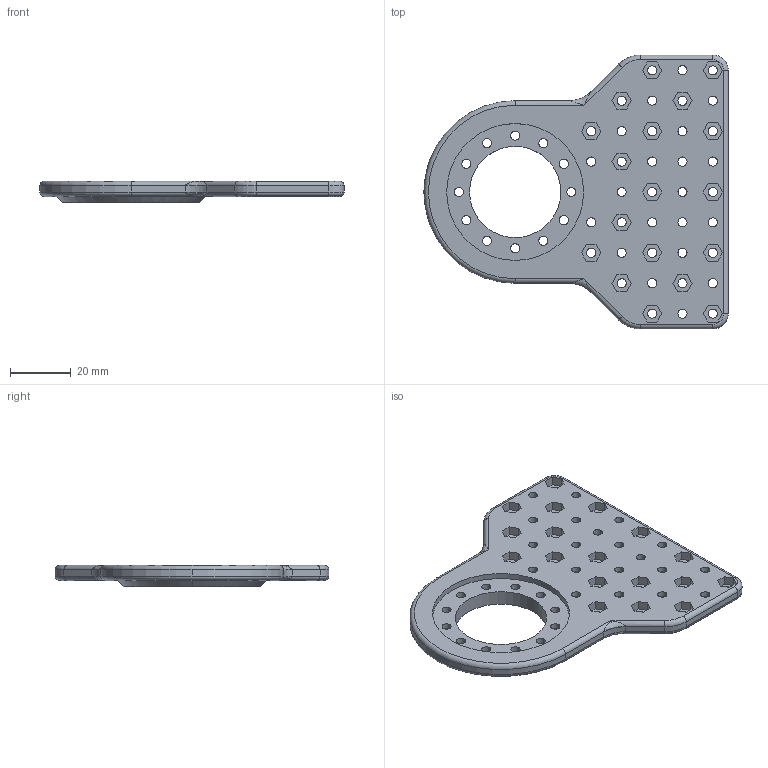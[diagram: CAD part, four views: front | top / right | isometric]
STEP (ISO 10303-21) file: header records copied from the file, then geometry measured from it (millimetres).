
FILE_DESCRIPTION (( 'STEP AP214' ), '1' );
FILE_NAME ('情壽誹謂怀堤', '2024-10-09T10:39:08', ( '' ), ( '' ), 'SwSTEP 2.0', 'SolidWorks 2024', '' );
FILE_SCHEMA (( 'AUTOMOTIVE_DESIGN' ));
Length unit declared in the file: millimetre
Products named in the file (1): 薄关节孔输出臂
Bounding box: 100 x 90 x 7 mm (x, y, z)
Volume: 25926.7 mm3; surface area: 17350.9 mm2
Topology: 1 solids, 1 shells, 441 faces, 1145 edges, 750 vertices
Faces by surface type: plane 275, cylinder 150, torus 10, bspline 4, cone 2
Entity records: 13854 total; most frequent: CARTESIAN_POINT 2581, DIRECTION 2313, ORIENTED_EDGE 2282, EDGE_CURVE 1141, VECTOR 821, LINE 821, VERTEX_POINT 750, AXIS2_PLACEMENT_3D 746
